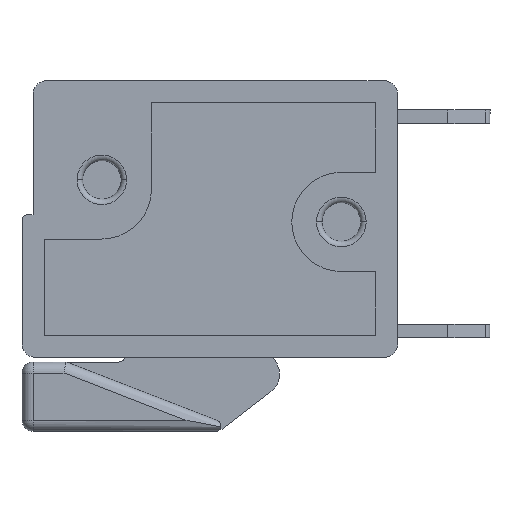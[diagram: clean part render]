
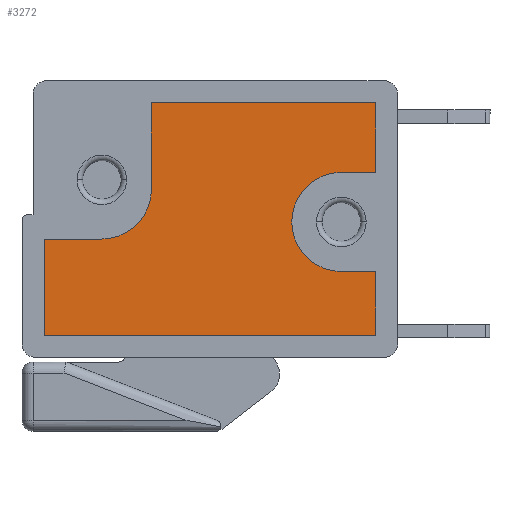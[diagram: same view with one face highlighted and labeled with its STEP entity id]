
A CAD part, left-side view. The second image highlights one B-rep face of the part: STEP entity #3272.
In plain terms, the highlighted face is planar.
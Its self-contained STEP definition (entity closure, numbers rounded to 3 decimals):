
#19 = AXIS2_PLACEMENT_3D ( 'NONE', #3025, #5550, #8083 ) ;
#30 = VECTOR ( 'NONE', #3957, 1000. ) ;
#181 = EDGE_CURVE ( 'NONE', #7702, #7251, #3979, .T. ) ;
#204 = DIRECTION ( 'NONE',  ( 0., 1., 0. ) ) ;
#214 = CARTESIAN_POINT ( 'NONE',  ( -3.925, -1.075, -5.02 ) ) ;
#448 = EDGE_CURVE ( 'NONE', #1826, #745, #6837, .T. ) ;
#615 = CARTESIAN_POINT ( 'NONE',  ( 6.025, -1.695, -5.02 ) ) ;
#658 = ORIENTED_EDGE ( 'NONE', *, *, #6996, .T. ) ;
#680 = VERTEX_POINT ( 'NONE', #6540 ) ;
#745 = VERTEX_POINT ( 'NONE', #7280 ) ;
#943 = CIRCLE ( 'NONE', #19, 1.8 ) ;
#946 = DIRECTION ( 'NONE',  ( 0., -1., 0. ) ) ;
#956 = VECTOR ( 'NONE', #946, 1000. ) ;
#997 = AXIS2_PLACEMENT_3D ( 'NONE', #1496, #4022, #6550 ) ;
#1025 = CARTESIAN_POINT ( 'NONE',  ( -6.025, 0.725, -5.02 ) ) ;
#1033 = ORIENTED_EDGE ( 'NONE', *, *, #2294, .T. ) ;
#1048 = ORIENTED_EDGE ( 'NONE', *, *, #448, .T. ) ;
#1080 = EDGE_CURVE ( 'NONE', #3441, #6329, #5199, .T. ) ;
#1085 = CARTESIAN_POINT ( 'NONE',  ( 4.775, -1.695, -5.02 ) ) ;
#1146 = CARTESIAN_POINT ( 'NONE',  ( 6.025, -1.695, -5.02 ) ) ;
#1158 = CARTESIAN_POINT ( 'NONE',  ( 6.025, 1.905, -5.02 ) ) ;
#1361 = EDGE_LOOP ( 'NONE', ( #6028, #1789, #5161, #7668, #6261, #1048, #1996, #4714, #6558, #658, #1033, #6065 ) ) ;
#1426 = CARTESIAN_POINT ( 'NONE',  ( -6.025, 4.225, -5.02 ) ) ;
#1496 = CARTESIAN_POINT ( 'NONE',  ( -3.925, -1.075, -5.02 ) ) ;
#1756 = CARTESIAN_POINT ( 'NONE',  ( 6.025, 1.905, -5.02 ) ) ;
#1787 = LINE ( 'NONE', #4313, #7434 ) ;
#1789 = ORIENTED_EDGE ( 'NONE', *, *, #8034, .T. ) ;
#1826 = VERTEX_POINT ( 'NONE', #1756 ) ;
#1952 = DIRECTION ( 'NONE',  ( 0., 0., 1. ) ) ;
#1996 = ORIENTED_EDGE ( 'NONE', *, *, #2271, .T. ) ;
#2103 = LINE ( 'NONE', #4627, #5871 ) ;
#2185 = CARTESIAN_POINT ( 'NONE',  ( -3.925, 0.725, -5.02 ) ) ;
#2271 = EDGE_CURVE ( 'NONE', #745, #3441, #943, .T. ) ;
#2294 = EDGE_CURVE ( 'NONE', #680, #3256, #1787, .T. ) ;
#2423 = VECTOR ( 'NONE', #3682, 1000. ) ;
#2749 = DIRECTION ( 'NONE',  ( 0., 0., -1. ) ) ;
#3009 = CARTESIAN_POINT ( 'NONE',  ( 6.025, 4.225, -5.02 ) ) ;
#3025 = CARTESIAN_POINT ( 'NONE',  ( 4.775, 0.105, -5.02 ) ) ;
#3119 = CIRCLE ( 'NONE', #997, 1.8 ) ;
#3256 = VERTEX_POINT ( 'NONE', #6514 ) ;
#3272 = ADVANCED_FACE ( 'NONE', ( #3365 ), #5890, .T. ) ;
#3365 = FACE_OUTER_BOUND ( 'NONE', #1361, .T. ) ;
#3441 = VERTEX_POINT ( 'NONE', #5322 ) ;
#3568 = EDGE_CURVE ( 'NONE', #6329, #4581, #6761, .T. ) ;
#3614 = DIRECTION ( 'NONE',  ( 1., 0., 0. ) ) ;
#3671 = DIRECTION ( 'NONE',  ( 0., -1., 0. ) ) ;
#3682 = DIRECTION ( 'NONE',  ( -1., 0., 0. ) ) ;
#3742 = VERTEX_POINT ( 'NONE', #5112 ) ;
#3743 = VECTOR ( 'NONE', #3614, 1000. ) ;
#3908 = EDGE_CURVE ( 'NONE', #8183, #1826, #4101, .T. ) ;
#3957 = DIRECTION ( 'NONE',  ( 1., 0., 0. ) ) ;
#3979 = LINE ( 'NONE', #5882, #7986 ) ;
#4022 = DIRECTION ( 'NONE',  ( 0., 0., 1. ) ) ;
#4101 = LINE ( 'NONE', #6627, #956 ) ;
#4301 = CARTESIAN_POINT ( 'NONE',  ( 4.775, -1.695, -5.02 ) ) ;
#4313 = CARTESIAN_POINT ( 'NONE',  ( 6.025, -4.225, -5.02 ) ) ;
#4322 = AXIS2_PLACEMENT_3D ( 'NONE', #214, #2749, #5280 ) ;
#4479 = DIRECTION ( 'NONE',  ( -1., 0., 0. ) ) ;
#4487 = VECTOR ( 'NONE', #4716, 1000. ) ;
#4581 = VERTEX_POINT ( 'NONE', #615 ) ;
#4627 = CARTESIAN_POINT ( 'NONE',  ( -2.125, -4.225, -5.02 ) ) ;
#4714 = ORIENTED_EDGE ( 'NONE', *, *, #1080, .T. ) ;
#4716 = DIRECTION ( 'NONE',  ( -1., 0., 0. ) ) ;
#4745 = EDGE_CURVE ( 'NONE', #3256, #3742, #2103, .T. ) ;
#5010 = EDGE_CURVE ( 'NONE', #7251, #8183, #7103, .T. ) ;
#5112 = CARTESIAN_POINT ( 'NONE',  ( -2.125, -1.075, -5.02 ) ) ;
#5161 = ORIENTED_EDGE ( 'NONE', *, *, #181, .T. ) ;
#5199 = CIRCLE ( 'NONE', #5738, 1.8 ) ;
#5280 = DIRECTION ( 'NONE',  ( -1., 0., 0. ) ) ;
#5322 = CARTESIAN_POINT ( 'NONE',  ( 2.975, 0.105, -5.02 ) ) ;
#5550 = DIRECTION ( 'NONE',  ( 0., 0., 1. ) ) ;
#5738 = AXIS2_PLACEMENT_3D ( 'NONE', #7630, #1952, #4479 ) ;
#5761 = EDGE_CURVE ( 'NONE', #3742, #7140, #3119, .T. ) ;
#5793 = CARTESIAN_POINT ( 'NONE',  ( -3.925, 0.725, -5.02 ) ) ;
#5871 = VECTOR ( 'NONE', #7151, 1000. ) ;
#5882 = CARTESIAN_POINT ( 'NONE',  ( -6.025, 0.725, -5.02 ) ) ;
#5890 = PLANE ( 'NONE',  #4322 ) ;
#6028 = ORIENTED_EDGE ( 'NONE', *, *, #5761, .T. ) ;
#6065 = ORIENTED_EDGE ( 'NONE', *, *, #4745, .T. ) ;
#6261 = ORIENTED_EDGE ( 'NONE', *, *, #3908, .T. ) ;
#6311 = VECTOR ( 'NONE', #3671, 1000. ) ;
#6329 = VERTEX_POINT ( 'NONE', #4301 ) ;
#6514 = CARTESIAN_POINT ( 'NONE',  ( -2.125, -4.225, -5.02 ) ) ;
#6540 = CARTESIAN_POINT ( 'NONE',  ( 6.025, -4.225, -5.02 ) ) ;
#6550 = DIRECTION ( 'NONE',  ( -1., 0., 0. ) ) ;
#6558 = ORIENTED_EDGE ( 'NONE', *, *, #3568, .T. ) ;
#6627 = CARTESIAN_POINT ( 'NONE',  ( 6.025, 4.225, -5.02 ) ) ;
#6676 = CARTESIAN_POINT ( 'NONE',  ( -6.025, 4.225, -5.02 ) ) ;
#6761 = LINE ( 'NONE', #1085, #3743 ) ;
#6822 = LINE ( 'NONE', #1146, #6311 ) ;
#6837 = LINE ( 'NONE', #1158, #2423 ) ;
#6846 = DIRECTION ( 'NONE',  ( -1., 0., 0. ) ) ;
#6996 = EDGE_CURVE ( 'NONE', #4581, #680, #6822, .T. ) ;
#7103 = LINE ( 'NONE', #1426, #30 ) ;
#7140 = VERTEX_POINT ( 'NONE', #5793 ) ;
#7151 = DIRECTION ( 'NONE',  ( 0., 1., 0. ) ) ;
#7251 = VERTEX_POINT ( 'NONE', #6676 ) ;
#7280 = CARTESIAN_POINT ( 'NONE',  ( 4.775, 1.905, -5.02 ) ) ;
#7434 = VECTOR ( 'NONE', #6846, 1000. ) ;
#7630 = CARTESIAN_POINT ( 'NONE',  ( 4.775, 0.105, -5.02 ) ) ;
#7668 = ORIENTED_EDGE ( 'NONE', *, *, #5010, .T. ) ;
#7702 = VERTEX_POINT ( 'NONE', #1025 ) ;
#7863 = LINE ( 'NONE', #2185, #4487 ) ;
#7986 = VECTOR ( 'NONE', #204, 1000. ) ;
#8034 = EDGE_CURVE ( 'NONE', #7140, #7702, #7863, .T. ) ;
#8083 = DIRECTION ( 'NONE',  ( -1., 0., 0. ) ) ;
#8183 = VERTEX_POINT ( 'NONE', #3009 ) ;
